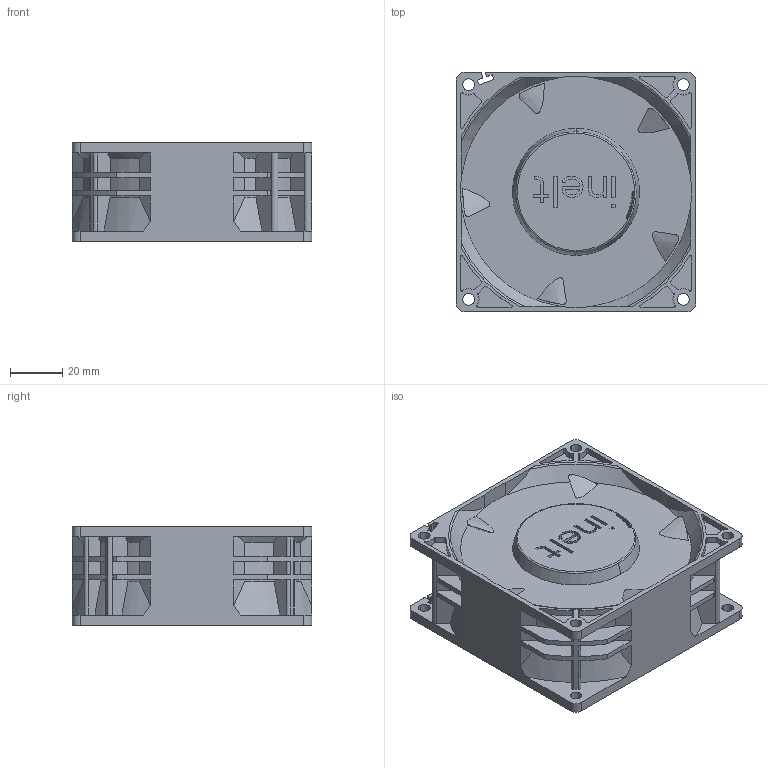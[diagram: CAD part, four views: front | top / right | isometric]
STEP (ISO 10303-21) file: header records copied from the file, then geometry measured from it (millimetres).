
FILE_DESCRIPTION((''),'2;1');
FILE_NAME('PRT0001','2016-05-03T',('DURANT.QIAN'),(''),'PRO/ENGINEER BY PARAMETRIC TECHNOLOGY CORPORATION, 2015280','PRO/ENGINEER BY PARAMETRIC TECHNOLOGY CORPORATION, 2015280','');
FILE_SCHEMA(('CONFIG_CONTROL_DESIGN'));
Products named in the file (1): PRT0001
Bounding box: 92 x 92 x 38 mm (x, y, z)
Volume: 233519.9 mm3; surface area: 45616.4 mm2
Topology: 1 solids, 1 shells, 1158 faces, 3337 edges, 2208 vertices
Faces by surface type: plane 828, cylinder 220, bspline 70, cone 34, torus 6
Entity records: 47899 total; most frequent: CARTESIAN_POINT 17978, ORIENTED_EDGE 6602, DIRECTION 5689, EDGE_CURVE 3301, VECTOR 2335, LINE 2335, VERTEX_POINT 2208, AXIS2_PLACEMENT_3D 1677
